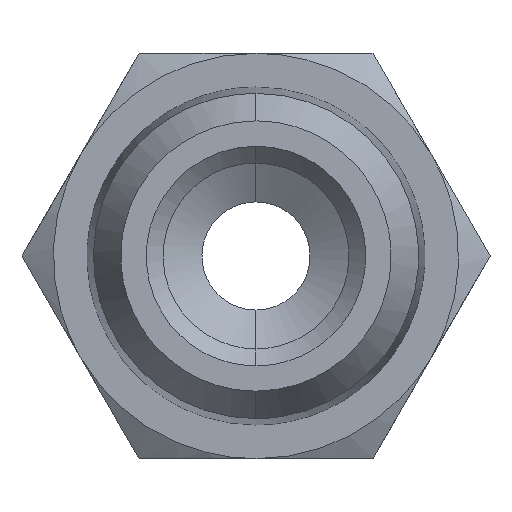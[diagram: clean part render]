
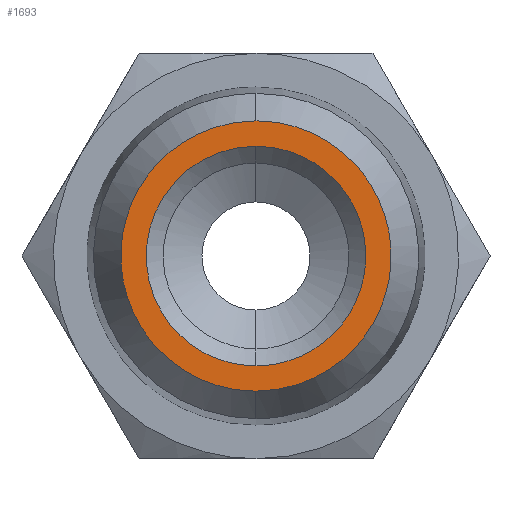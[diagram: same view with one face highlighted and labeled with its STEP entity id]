
A CAD part, front view. The second image highlights one B-rep face of the part: STEP entity #1693.
In plain terms, the highlighted free-form (B-spline) face has degree [1, 1] with [2, 2] control points.
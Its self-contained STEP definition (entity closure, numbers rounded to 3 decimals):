
#2 = CARTESIAN_POINT ( 'NONE',  ( -4.048, 0., 4.048 ) ) ;
#29 = CARTESIAN_POINT ( 'NONE',  ( 4., 0., -0.525 ) ) ;
#48 = EDGE_CURVE ( 'NONE', #883, #1267, #876, .T. ) ;
#54 = CARTESIAN_POINT ( 'NONE',  ( -4., 0., -0.525 ) ) ;
#68 = CARTESIAN_POINT ( 'NONE',  ( 0.849, 0., 3.166 ) ) ;
#77 = CARTESIAN_POINT ( 'NONE',  ( 1.638, 0., 2.839 ) ) ;
#81 = CARTESIAN_POINT ( 'NONE',  ( -2.457, 0., -3.2 ) ) ;
#87 = CARTESIAN_POINT ( 'NONE',  ( 1.996, 0., 2.6 ) ) ;
#151 = CARTESIAN_POINT ( 'NONE',  ( 0., 0., -4. ) ) ;
#206 = EDGE_CURVE ( 'NONE', #2100, #562, #2375, .T. ) ;
#218 = CARTESIAN_POINT ( 'NONE',  ( 4.048, 0., -4.048 ) ) ;
#221 = CARTESIAN_POINT ( 'NONE',  ( 3.494, 0., 2.016 ) ) ;
#229 = ORIENTED_EDGE ( 'NONE', *, *, #598, .T. ) ;
#231 = CARTESIAN_POINT ( 'NONE',  ( 3.2, 0., 2.457 ) ) ;
#239 = CARTESIAN_POINT ( 'NONE',  ( -2.016, 0., 3.494 ) ) ;
#404 = CARTESIAN_POINT ( 'NONE',  ( 0., 0., -3.25 ) ) ;
#442 = CARTESIAN_POINT ( 'NONE',  ( 2.016, 0., 3.494 ) ) ;
#462 = CARTESIAN_POINT ( 'NONE',  ( 3.166, 0., -0.849 ) ) ;
#562 = VERTEX_POINT ( 'NONE', #593 ) ;
#593 = CARTESIAN_POINT ( 'NONE',  ( 0., 0., -3.25 ) ) ;
#597 = CARTESIAN_POINT ( 'NONE',  ( -6.5, 0., 3.25 ) ) ;
#598 = EDGE_CURVE ( 'NONE', #1267, #883, #1449, .T. ) ;
#627 = CARTESIAN_POINT ( 'NONE',  ( -0.525, 0., -4. ) ) ;
#741 = EDGE_LOOP ( 'NONE', ( #229, #1530 ) ) ;
#756 = CARTESIAN_POINT ( 'NONE',  ( 0.849, 0., -3.166 ) ) ;
#761 = ORIENTED_EDGE ( 'NONE', *, *, #206, .F. ) ;
#777 = CARTESIAN_POINT ( 'NONE',  ( 4.048, 0., 4.048 ) ) ;
#780 = ORIENTED_EDGE ( 'NONE', *, *, #962, .T. ) ;
#806 = CARTESIAN_POINT ( 'NONE',  ( -3.494, 0., -2.016 ) ) ;
#876 = B_SPLINE_CURVE_WITH_KNOTS ( 'NONE', 3,
 ( #2237, #2029, #1299, #951, #938, #1677, #2049, #1499, #29, #1687, #2059, #221, #231, #1896, #442, #1921, #1904, #1726 ),
 .UNSPECIFIED., .F., .F.,
 ( 4, 2, 2, 2, 2, 2, 2, 2, 4 ),
 ( 0., 0.393, 0.785, 1.178, 1.571, 1.963, 2.356, 2.749, 3.142 ),
 .UNSPECIFIED. ) ;
#883 = VERTEX_POINT ( 'NONE', #151 ) ;
#938 = CARTESIAN_POINT ( 'NONE',  ( 2.457, 0., -3.2 ) ) ;
#939 = EDGE_LOOP ( 'NONE', ( #761, #780 ) ) ;
#951 = CARTESIAN_POINT ( 'NONE',  ( 2.016, 0., -3.494 ) ) ;
#954 = CARTESIAN_POINT ( 'NONE',  ( 0., 0., 3.25 ) ) ;
#962 = EDGE_CURVE ( 'NONE', #2100, #562, #2308, .T. ) ;
#983 = CARTESIAN_POINT ( 'NONE',  ( -1.045, 0., -3.897 ) ) ;
#1007 = CARTESIAN_POINT ( 'NONE',  ( 3.166, 0., 0.849 ) ) ;
#1065 = FACE_BOUND ( 'NONE', #939, .T. ) ;
#1170 = CARTESIAN_POINT ( 'NONE',  ( -3.897, 0., -1.045 ) ) ;
#1186 = CARTESIAN_POINT ( 'NONE',  ( 3.25, 0., 0.427 ) ) ;
#1194 = CARTESIAN_POINT ( 'NONE',  ( 0., 0., 3.25 ) ) ;
#1254 = CARTESIAN_POINT ( 'NONE',  ( 0., 0., 4. ) ) ;
#1267 = VERTEX_POINT ( 'NONE', #1254 ) ;
#1299 = CARTESIAN_POINT ( 'NONE',  ( 1.045, 0., -3.897 ) ) ;
#1340 = CARTESIAN_POINT ( 'NONE',  ( -3.2, 0., -2.457 ) ) ;
#1351 = CARTESIAN_POINT ( 'NONE',  ( 0., 0., 4. ) ) ;
#1366 = CARTESIAN_POINT ( 'NONE',  ( 2.6, 0., 1.996 ) ) ;
#1370 = CARTESIAN_POINT ( 'NONE',  ( -2.016, 0., -3.494 ) ) ;
#1449 = B_SPLINE_CURVE_WITH_KNOTS ( 'NONE', 3,
 ( #1351, #2290, #1920, #239, #1928, #2297, #1725, #2094, #2282, #54, #1170, #806, #1340, #81, #1370, #983, #627, #2119 ),
 .UNSPECIFIED., .F., .F.,
 ( 4, 2, 2, 2, 2, 2, 2, 2, 4 ),
 ( 0., 0.393, 0.785, 1.178, 1.571, 1.963, 2.356, 2.749, 3.142 ),
 .UNSPECIFIED. ) ;
#1499 = CARTESIAN_POINT ( 'NONE',  ( 3.897, 0., -1.045 ) ) ;
#1501 = B_SPLINE_SURFACE_WITH_KNOTS ( 'NONE', 1, 1, ( 
 ( #2, #777 ),
 ( #1869, #218 ) ),
 .UNSPECIFIED., .F., .F., .F.,
 ( 2, 2 ),
 ( 2, 2 ),
 ( 0., 1. ),
 ( 0., 1. ),
 .UNSPECIFIED. ) ;
#1511 = CARTESIAN_POINT ( 'NONE',  ( 0., 0., -3.25 ) ) ;
#1520 = CARTESIAN_POINT ( 'NONE',  ( 0., 0., 3.25 ) ) ;
#1530 = ORIENTED_EDGE ( 'NONE', *, *, #48, .T. ) ;
#1575 = CARTESIAN_POINT ( 'NONE',  ( 3.25, 0., -0.427 ) ) ;
#1639 = CARTESIAN_POINT ( 'NONE',  ( 2.6, 0., -1.996 ) ) ;
#1677 = CARTESIAN_POINT ( 'NONE',  ( 3.2, 0., -2.457 ) ) ;
#1681 = CARTESIAN_POINT ( 'NONE',  ( 0.427, 0., -3.25 ) ) ;
#1687 = CARTESIAN_POINT ( 'NONE',  ( 4., 0., 0.525 ) ) ;
#1693 = ADVANCED_FACE ( 'NONE', ( #1065, #1771 ), #1501, .T. ) ;
#1725 = CARTESIAN_POINT ( 'NONE',  ( -3.494, 0., 2.016 ) ) ;
#1726 = CARTESIAN_POINT ( 'NONE',  ( 0., 0., 4. ) ) ;
#1765 = CARTESIAN_POINT ( 'NONE',  ( 2.839, 0., -1.638 ) ) ;
#1771 = FACE_OUTER_BOUND ( 'NONE', #741, .T. ) ;
#1868 = CARTESIAN_POINT ( 'NONE',  ( 1.638, 0., -2.839 ) ) ;
#1869 = CARTESIAN_POINT ( 'NONE',  ( -4.048, 0., -4.048 ) ) ;
#1896 = CARTESIAN_POINT ( 'NONE',  ( 2.457, 0., 3.2 ) ) ;
#1899 = CARTESIAN_POINT ( 'NONE',  ( -6.5, 0., -3.25 ) ) ;
#1904 = CARTESIAN_POINT ( 'NONE',  ( 0.525, 0., 4. ) ) ;
#1920 = CARTESIAN_POINT ( 'NONE',  ( -1.045, 0., 3.897 ) ) ;
#1921 = CARTESIAN_POINT ( 'NONE',  ( 1.045, 0., 3.897 ) ) ;
#1928 = CARTESIAN_POINT ( 'NONE',  ( -2.457, 0., 3.2 ) ) ;
#2029 = CARTESIAN_POINT ( 'NONE',  ( 0.525, 0., -4. ) ) ;
#2049 = CARTESIAN_POINT ( 'NONE',  ( 3.494, 0., -2.016 ) ) ;
#2059 = CARTESIAN_POINT ( 'NONE',  ( 3.897, 0., 1.045 ) ) ;
#2094 = CARTESIAN_POINT ( 'NONE',  ( -3.897, 0., 1.045 ) ) ;
#2100 = VERTEX_POINT ( 'NONE', #954 ) ;
#2114 = CARTESIAN_POINT ( 'NONE',  ( 2.839, 0., 1.638 ) ) ;
#2119 = CARTESIAN_POINT ( 'NONE',  ( 0., 0., -4. ) ) ;
#2225 = CARTESIAN_POINT ( 'NONE',  ( 1.996, 0., -2.6 ) ) ;
#2237 = CARTESIAN_POINT ( 'NONE',  ( 0., 0., -4. ) ) ;
#2282 = CARTESIAN_POINT ( 'NONE',  ( -4., 0., 0.525 ) ) ;
#2286 = CARTESIAN_POINT ( 'NONE',  ( 0.427, 0., 3.25 ) ) ;
#2290 = CARTESIAN_POINT ( 'NONE',  ( -0.525, 0., 4. ) ) ;
#2297 = CARTESIAN_POINT ( 'NONE',  ( -3.2, 0., 2.457 ) ) ;
#2308 = B_SPLINE_CURVE_WITH_KNOTS ( 'NONE', 3,
 ( #1194, #2286, #68, #77, #87, #1366, #2114, #1007, #1186, #1575, #462, #1765, #1639, #2225, #1868, #756, #1681, #1511 ),
 .UNSPECIFIED., .F., .F.,
 ( 4, 2, 2, 2, 2, 2, 2, 2, 4 ),
 ( 0., 0.393, 0.785, 1.178, 1.571, 1.963, 2.356, 2.749, 3.142 ),
 .UNSPECIFIED. ) ;
#2375 =( BOUNDED_CURVE ( )  B_SPLINE_CURVE ( 3, ( #1520, #597, #1899, #404 ),
 .UNSPECIFIED., .F., .F. ) 
 B_SPLINE_CURVE_WITH_KNOTS ( ( 4, 4 ),
 ( -3.142, 0. ),
 .UNSPECIFIED. ) 
 CURVE ( )  GEOMETRIC_REPRESENTATION_ITEM ( )  RATIONAL_B_SPLINE_CURVE ( ( 1., 0.333, 0.333, 1. ) ) 
 REPRESENTATION_ITEM ( '' )  );
